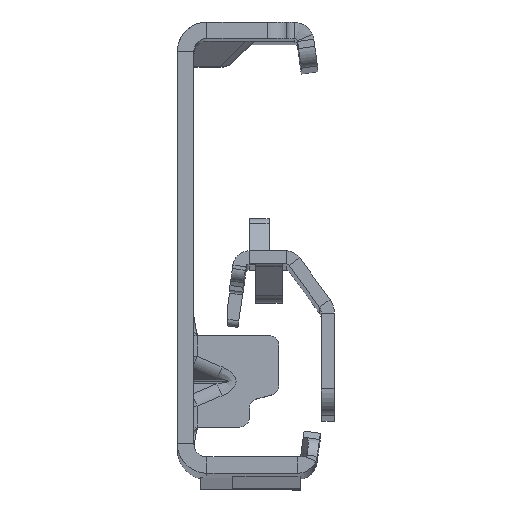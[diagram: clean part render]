
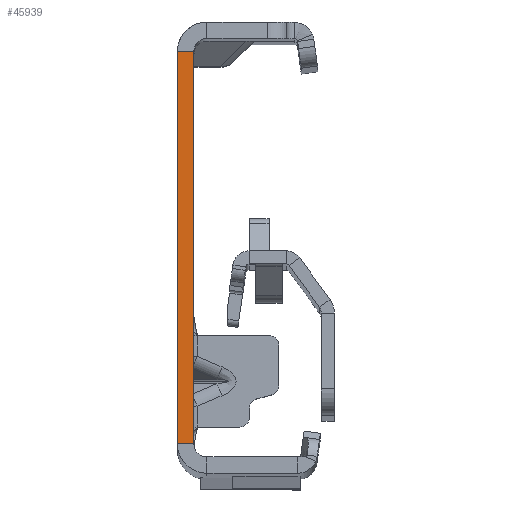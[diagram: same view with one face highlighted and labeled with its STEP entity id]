
A CAD part, top view. The second image highlights one B-rep face of the part: STEP entity #45939.
In plain terms, the highlighted planar face has unit normal (0, 0, 1).
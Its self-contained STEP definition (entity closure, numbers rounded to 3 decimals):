
#3261 = LINE ( 'NONE', #29038, #29633 ) ;
#3296 = DIRECTION ( 'NONE',  ( 0., -1., 0. ) ) ;
#3786 = ORIENTED_EDGE ( 'NONE', *, *, #15777, .T. ) ;
#6342 = CARTESIAN_POINT ( 'NONE',  ( 0., -30., 0. ) ) ;
#6764 = VERTEX_POINT ( 'NONE', #6342 ) ;
#7026 = CARTESIAN_POINT ( 'NONE',  ( -2.5, -30., 0. ) ) ;
#7574 = VERTEX_POINT ( 'NONE', #9864 ) ;
#8397 = CARTESIAN_POINT ( 'NONE',  ( 0., -32., 0. ) ) ;
#9864 = CARTESIAN_POINT ( 'NONE',  ( -2.5, 30., 0. ) ) ;
#10845 = EDGE_CURVE ( 'NONE', #38016, #6764, #23290, .T. ) ;
#11513 = ORIENTED_EDGE ( 'NONE', *, *, #10845, .F. ) ;
#12282 = DIRECTION ( 'NONE',  ( 0., 0., 1. ) ) ;
#12589 = DIRECTION ( 'NONE',  ( 0., -1., 0. ) ) ;
#12751 = EDGE_CURVE ( 'NONE', #6764, #25248, #20049, .T. ) ;
#15173 = CARTESIAN_POINT ( 'NONE',  ( -2.5, -32., 0. ) ) ;
#15550 = PLANE ( 'NONE',  #18373 ) ;
#15777 = EDGE_CURVE ( 'NONE', #38016, #7574, #3261, .T. ) ;
#16290 = CARTESIAN_POINT ( 'NONE',  ( -2.5, -32., 0. ) ) ;
#18373 = AXIS2_PLACEMENT_3D ( 'NONE', #16290, #12282, #22721 ) ;
#18382 = DIRECTION ( 'NONE',  ( -1., 0., 0. ) ) ;
#20049 = LINE ( 'NONE', #42445, #30816 ) ;
#21713 = VECTOR ( 'NONE', #12589, 1000. ) ;
#22210 = EDGE_LOOP ( 'NONE', ( #11513, #3786, #23158, #29647 ) ) ;
#22721 = DIRECTION ( 'NONE',  ( 1., 0., 0. ) ) ;
#23158 = ORIENTED_EDGE ( 'NONE', *, *, #26363, .T. ) ;
#23290 = LINE ( 'NONE', #8397, #21713 ) ;
#25248 = VERTEX_POINT ( 'NONE', #7026 ) ;
#26363 = EDGE_CURVE ( 'NONE', #7574, #25248, #37266, .T. ) ;
#29038 = CARTESIAN_POINT ( 'NONE',  ( 0., 30., 0. ) ) ;
#29633 = VECTOR ( 'NONE', #18382, 1000. ) ;
#29647 = ORIENTED_EDGE ( 'NONE', *, *, #12751, .F. ) ;
#30816 = VECTOR ( 'NONE', #39184, 1000. ) ;
#35952 = VECTOR ( 'NONE', #3296, 1000. ) ;
#37266 = LINE ( 'NONE', #15173, #35952 ) ;
#38016 = VERTEX_POINT ( 'NONE', #47151 ) ;
#38113 = FACE_OUTER_BOUND ( 'NONE', #22210, .T. ) ;
#39184 = DIRECTION ( 'NONE',  ( -1., 0., 0. ) ) ;
#42445 = CARTESIAN_POINT ( 'NONE',  ( 0., -30., 0. ) ) ;
#45939 = ADVANCED_FACE ( 'NONE', ( #38113 ), #15550, .T. ) ;
#47151 = CARTESIAN_POINT ( 'NONE',  ( 0., 30., 0. ) ) ;
